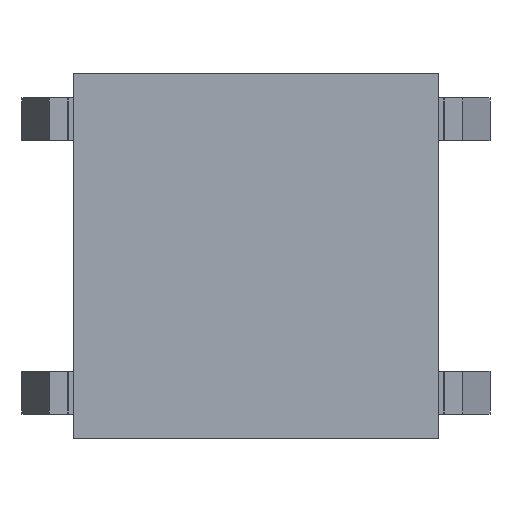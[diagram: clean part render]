
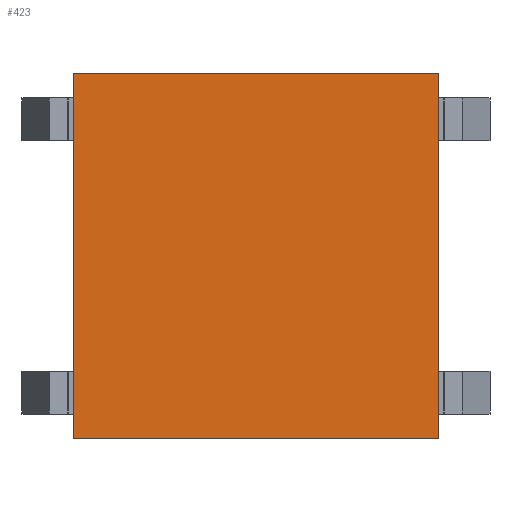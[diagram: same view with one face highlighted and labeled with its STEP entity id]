
A CAD part, front view. The second image highlights one B-rep face of the part: STEP entity #423.
In plain terms, the highlighted planar face has unit normal (0, -1, 0).
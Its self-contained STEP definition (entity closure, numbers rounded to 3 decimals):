
#29 = ORIENTED_EDGE ( 'NONE', *, *, #288, .T. ) ;
#36 = VERTEX_POINT ( 'NONE', #626 ) ;
#163 = EDGE_CURVE ( 'NONE', #392, #425, #1211, .T. ) ;
#230 = ORIENTED_EDGE ( 'NONE', *, *, #508, .F. ) ;
#288 = EDGE_CURVE ( 'NONE', #2257, #425, #1766, .T. ) ;
#330 = EDGE_CURVE ( 'NONE', #36, #2257, #726, .T. ) ;
#369 = ORIENTED_EDGE ( 'NONE', *, *, #163, .F. ) ;
#392 = VERTEX_POINT ( 'NONE', #1171 ) ;
#404 = ORIENTED_EDGE ( 'NONE', *, *, #330, .T. ) ;
#423 = ADVANCED_FACE ( 'NONE', ( #1250 ), #1251, .F. ) ;
#425 = VERTEX_POINT ( 'NONE', #1263 ) ;
#483 = EDGE_LOOP ( 'NONE', ( #29, #369, #230, #404 ) ) ;
#508 = EDGE_CURVE ( 'NONE', #36, #392, #1616, .T. ) ;
#626 = CARTESIAN_POINT ( 'NONE',  ( -3., 0., 3. ) ) ;
#726 = LINE ( 'NONE', #727, #728 ) ;
#727 = CARTESIAN_POINT ( 'NONE',  ( -3., 0., 3. ) ) ;
#728 = VECTOR ( 'NONE', #729, 1000. ) ;
#729 = DIRECTION ( 'NONE',  ( 0., 0., -1. ) ) ;
#766 = CARTESIAN_POINT ( 'NONE',  ( -3., 0., -3. ) ) ;
#1171 = CARTESIAN_POINT ( 'NONE',  ( 3., 0., 3. ) ) ;
#1211 = LINE ( 'NONE', #1212, #1213 ) ;
#1212 = CARTESIAN_POINT ( 'NONE',  ( 3., 0., 3. ) ) ;
#1213 = VECTOR ( 'NONE', #1214, 1000. ) ;
#1214 = DIRECTION ( 'NONE',  ( 0., 0., -1. ) ) ;
#1250 = FACE_OUTER_BOUND ( 'NONE', #483, .T. ) ;
#1251 = PLANE ( 'NONE',  #1252 ) ;
#1252 = AXIS2_PLACEMENT_3D ( 'NONE', #1253, #1254, #1255 ) ;
#1253 = CARTESIAN_POINT ( 'NONE',  ( -3., 0., 3. ) ) ;
#1254 = DIRECTION ( 'NONE',  ( 0., 1., 0. ) ) ;
#1255 = DIRECTION ( 'NONE',  ( -1., 0., 0. ) ) ;
#1263 = CARTESIAN_POINT ( 'NONE',  ( 3., 0., -3. ) ) ;
#1616 = LINE ( 'NONE', #1617, #1618 ) ;
#1617 = CARTESIAN_POINT ( 'NONE',  ( -3., 0., 3. ) ) ;
#1618 = VECTOR ( 'NONE', #1619, 1000. ) ;
#1619 = DIRECTION ( 'NONE',  ( 1., 0., 0. ) ) ;
#1766 = LINE ( 'NONE', #1768, #1769 ) ;
#1768 = CARTESIAN_POINT ( 'NONE',  ( -3., 0., -3. ) ) ;
#1769 = VECTOR ( 'NONE', #1770, 1000. ) ;
#1770 = DIRECTION ( 'NONE',  ( 1., 0., 0. ) ) ;
#2257 = VERTEX_POINT ( 'NONE', #766 ) ;
